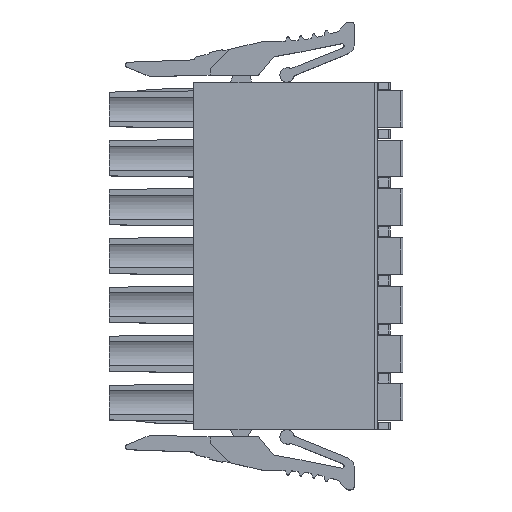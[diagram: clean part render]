
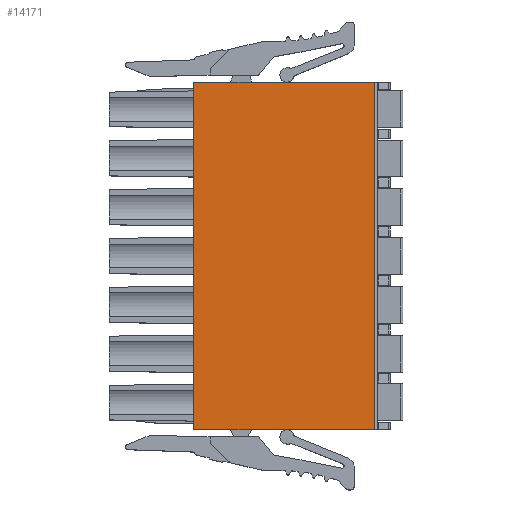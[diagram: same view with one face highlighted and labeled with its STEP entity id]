
A CAD part, top view. The second image highlights one B-rep face of the part: STEP entity #14171.
In plain terms, the highlighted planar face has unit normal (0, 0, 1).
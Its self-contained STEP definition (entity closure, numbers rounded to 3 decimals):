
#2803=DIRECTION('',(0.,1.,0.));
#2804=VECTOR('',#2803,27.06);
#2805=CARTESIAN_POINT('',(7.475,-22.265,3.4));
#2806=LINE('',#2805,#2804);
#2811=DIRECTION('',(0.,1.,0.));
#2812=VECTOR('',#2811,27.06);
#2813=CARTESIAN_POINT('',(-6.625,-22.265,
3.4));
#2814=LINE('',#2813,#2812);
#4061=DIRECTION('',(-1.,0.,0.));
#4062=VECTOR('',#4061,14.1);
#4063=CARTESIAN_POINT('',(7.475,4.795,3.4));
#4064=LINE('',#4063,#4062);
#5322=DIRECTION('',(1.,0.,0.));
#5323=VECTOR('',#5322,14.1);
#5324=CARTESIAN_POINT('',(-6.625,-22.265,
3.4));
#5325=LINE('',#5324,#5323);
#8401=CARTESIAN_POINT('',(-6.625,-22.265,
3.4));
#8402=VERTEX_POINT('',#8401);
#8437=CARTESIAN_POINT('',(7.475,-22.265,3.4));
#8438=VERTEX_POINT('',#8437);
#9984=CARTESIAN_POINT('',(-6.625,4.795,3.4));
#9985=VERTEX_POINT('',#9984);
#9986=CARTESIAN_POINT('',(7.475,4.795,3.4));
#9987=VERTEX_POINT('',#9986);
#14157=CARTESIAN_POINT('',(4.299,-14.645,3.4));
#14158=DIRECTION('',(0.,0.,1.));
#14159=DIRECTION('',(-1.,0.,0.));
#14160=AXIS2_PLACEMENT_3D('',#14157,#14158,#14159);
#14161=PLANE('',#14160);
#14163=ORIENTED_EDGE('',*,*,#14162,.T.);
#14165=ORIENTED_EDGE('',*,*,#14164,.F.);
#14166=ORIENTED_EDGE('',*,*,#14147,.F.);
#14168=ORIENTED_EDGE('',*,*,#14167,.F.);
#14169=EDGE_LOOP('',(#14163,#14165,#14166,#14168));
#14170=FACE_OUTER_BOUND('',#14169,.F.);
#14147=EDGE_CURVE('',#8438,#9987,#2806,.T.);
#14162=EDGE_CURVE('',#8402,#9985,#2814,.T.);
#14164=EDGE_CURVE('',#9987,#9985,#4064,.T.);
#14167=EDGE_CURVE('',#8402,#8438,#5325,.T.);
#14171=ADVANCED_FACE('',(#14170),#14161,.T.);
